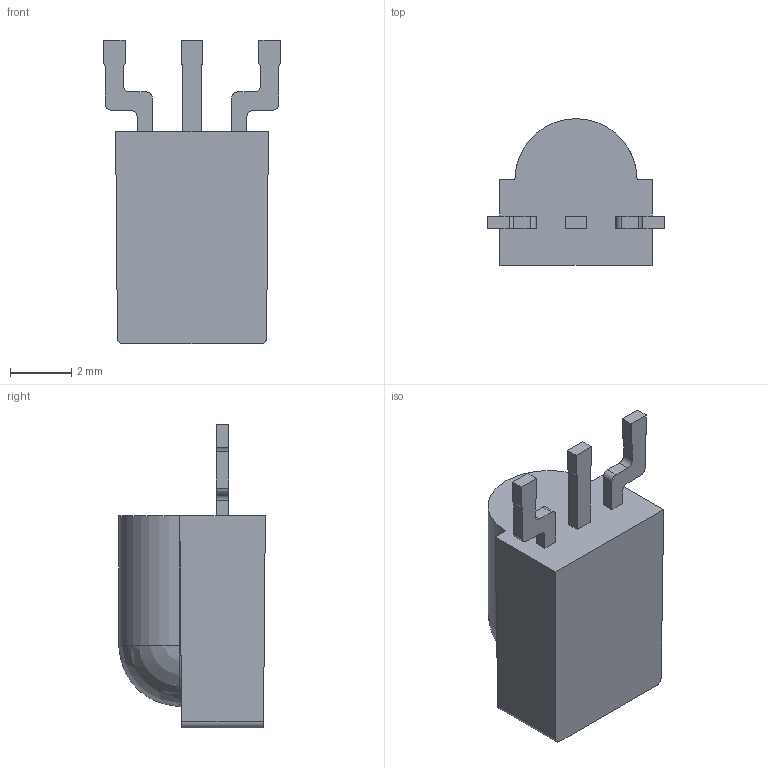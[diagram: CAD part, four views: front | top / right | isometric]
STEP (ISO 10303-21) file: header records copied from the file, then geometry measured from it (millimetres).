
FILE_DESCRIPTION((''),'2;1');
FILE_NAME('Minicast_DB.stp','2014-05-22T14:05:11',('gobenland'),(''),'Autodesk Inventor 2013','Autodesk Inventor 2013','');
FILE_SCHEMA(('AUTOMOTIVE_DESIGN { 1 0 10303 214 1 1 1 1 }'));
Length unit declared in the file: millimetre
Products named in the file (3): GO-100187.17; GO-100187; GO-100187.017
Assembly tree (2 placements, depth 2):
  GO-100187.17
    GO-100187
    GO-100187.017
Bounding box: 5.78 x 4.8 x 9.95 mm (x, y, z)
Volume: 132.3 mm3; surface area: 179.3 mm2
Topology: 4 solids, 4 shells, 59 faces, 151 edges, 98 vertices
Faces by surface type: plane 40, cylinder 18, sphere 1
Entity records: 1860 total; most frequent: DIRECTION 313, CARTESIAN_POINT 311, ORIENTED_EDGE 298, EDGE_CURVE 149, VECTOR 113, LINE 113, AXIS2_PLACEMENT_3D 100, VERTEX_POINT 98
